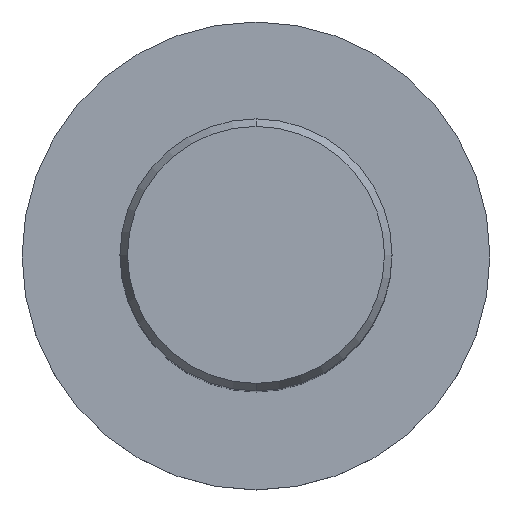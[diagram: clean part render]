
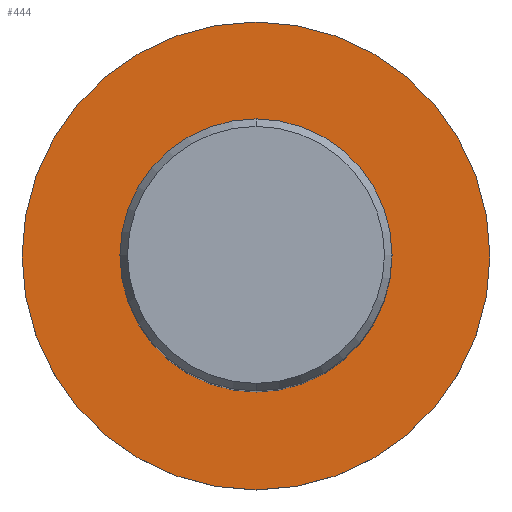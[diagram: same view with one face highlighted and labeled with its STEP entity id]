
A CAD part, top view. The second image highlights one B-rep face of the part: STEP entity #444.
In plain terms, the highlighted planar face has unit normal (0, 0, 1).
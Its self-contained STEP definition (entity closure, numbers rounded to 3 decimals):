
#194=EDGE_CURVE('',#238,#422,#528,.T.);
#238=VERTEX_POINT('',#575);
#254=VERTEX_POINT('',#592);
#306=EDGE_CURVE('',#254,#426,#649,.T.);
#332=EDGE_CURVE('',#426,#254,#676,.T.);
#422=VERTEX_POINT('',#775);
#426=VERTEX_POINT('',#779);
#444=ADVANCED_FACE('',(#801,#802),#803,.T.);
#464=EDGE_CURVE('',#422,#238,#824,.T.);
#528=CIRCLE('',#886,21.5);
#575=CARTESIAN_POINT('',(0.,-21.5,-56.0));
#592=CARTESIAN_POINT('',(0.0,12.5,-56.0));
#649=CIRCLE('',#1110,12.5);
#676=CIRCLE('',#1202,12.5);
#775=CARTESIAN_POINT('',(0.0,21.5,-56.0));
#779=CARTESIAN_POINT('',(0.,-12.5,-56.0));
#801=FACE_BOUND('',#1419,.T.);
#802=FACE_OUTER_BOUND('',#1420,.T.);
#803=PLANE('',#1421);
#824=CIRCLE('',#1474,21.5);
#886=AXIS2_PLACEMENT_3D('',#1582,#1583,#1584);
#1110=AXIS2_PLACEMENT_3D('',#1693,#1694,#1695);
#1202=AXIS2_PLACEMENT_3D('',#1719,#1720,#1721);
#1419=EDGE_LOOP('',(#1908,#1909));
#1420=EDGE_LOOP('',(#1910,#1911));
#1421=AXIS2_PLACEMENT_3D('',#1912,#1913,#1914);
#1474=AXIS2_PLACEMENT_3D('',#1928,#1929,#1930);
#1582=CARTESIAN_POINT('',(0.0,0.0,-56.0));
#1583=DIRECTION('',(0.0,0.0,-1.0));
#1584=DIRECTION('',(0.0,1.0,0.0));
#1693=CARTESIAN_POINT('',(0.0,0.0,-56.0));
#1694=DIRECTION('',(-0.0,0.0,-1.0));
#1695=DIRECTION('',(0.0,1.0,0.0));
#1719=CARTESIAN_POINT('',(0.0,0.0,-56.0));
#1720=DIRECTION('',(-0.0,0.0,-1.0));
#1721=DIRECTION('',(0.0,1.0,0.0));
#1908=ORIENTED_EDGE('',*,*,#306,.T.);
#1909=ORIENTED_EDGE('',*,*,#332,.T.);
#1910=ORIENTED_EDGE('',*,*,#464,.F.);
#1911=ORIENTED_EDGE('',*,*,#194,.F.);
#1912=CARTESIAN_POINT('',(0.0,10.75,-56.0));
#1913=DIRECTION('',(-0.0,0.0,1.0));
#1914=DIRECTION('',(0.0,-1.0,0.0));
#1928=CARTESIAN_POINT('',(0.0,0.0,-56.0));
#1929=DIRECTION('',(0.0,0.0,-1.0));
#1930=DIRECTION('',(0.0,1.0,0.0));
